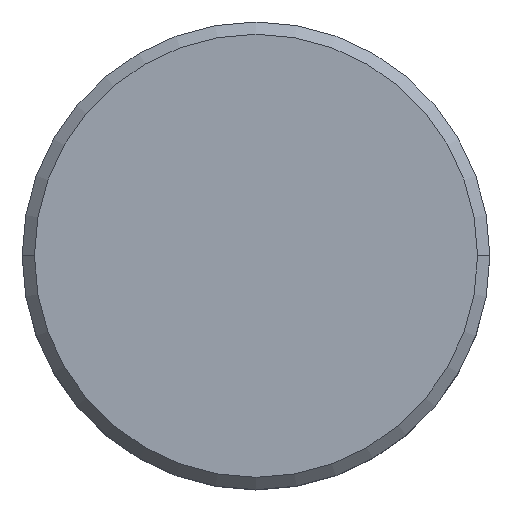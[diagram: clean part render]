
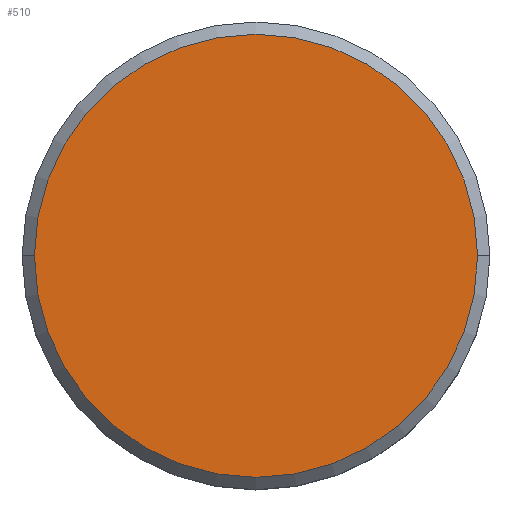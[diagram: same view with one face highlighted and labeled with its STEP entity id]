
A CAD part, top view. The second image highlights one B-rep face of the part: STEP entity #510.
In plain terms, the highlighted planar face has unit normal (0, 0, 1).
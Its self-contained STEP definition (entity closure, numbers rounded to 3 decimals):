
#51 = EDGE_LOOP ( 'NONE', ( #131, #341 ) ) ;
#52 = EDGE_CURVE ( 'NONE', #532, #87, #303, .T. ) ;
#57 = DIRECTION ( 'NONE',  ( 1., 0., 0. ) ) ;
#58 = FACE_OUTER_BOUND ( 'NONE', #51, .T. ) ;
#87 = VERTEX_POINT ( 'NONE', #344 ) ;
#131 = ORIENTED_EDGE ( 'NONE', *, *, #52, .T. ) ;
#189 = PLANE ( 'NONE',  #280 ) ;
#240 = EDGE_CURVE ( 'NONE', #87, #532, #268, .T. ) ;
#246 = DIRECTION ( 'NONE',  ( 0., 0., 1. ) ) ;
#268 = CIRCLE ( 'NONE', #279, 9. ) ;
#271 = DIRECTION ( 'NONE',  ( 1., 0., 0. ) ) ;
#279 = AXIS2_PLACEMENT_3D ( 'NONE', #498, #459, #271 ) ;
#280 = AXIS2_PLACEMENT_3D ( 'NONE', #569, #376, #565 ) ;
#303 = CIRCLE ( 'NONE', #322, 9. ) ;
#322 = AXIS2_PLACEMENT_3D ( 'NONE', #331, #246, #57 ) ;
#331 = CARTESIAN_POINT ( 'NONE',  ( 0., 0., 0. ) ) ;
#341 = ORIENTED_EDGE ( 'NONE', *, *, #240, .T. ) ;
#344 = CARTESIAN_POINT ( 'NONE',  ( 9., 0., 0. ) ) ;
#376 = DIRECTION ( 'NONE',  ( 0., 0., 1. ) ) ;
#459 = DIRECTION ( 'NONE',  ( 0., 0., 1. ) ) ;
#498 = CARTESIAN_POINT ( 'NONE',  ( 0., 0., 0. ) ) ;
#510 = ADVANCED_FACE ( 'NONE', ( #58 ), #189, .T. ) ;
#513 = CARTESIAN_POINT ( 'NONE',  ( -9., 0., 0. ) ) ;
#532 = VERTEX_POINT ( 'NONE', #513 ) ;
#565 = DIRECTION ( 'NONE',  ( 1., 0., 0. ) ) ;
#569 = CARTESIAN_POINT ( 'NONE',  ( 0., 0., 0. ) ) ;
